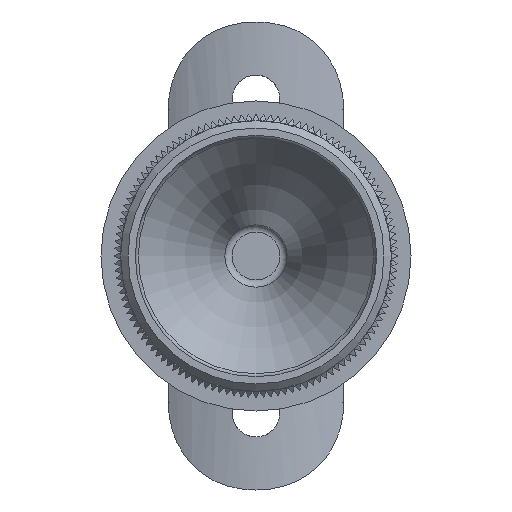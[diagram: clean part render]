
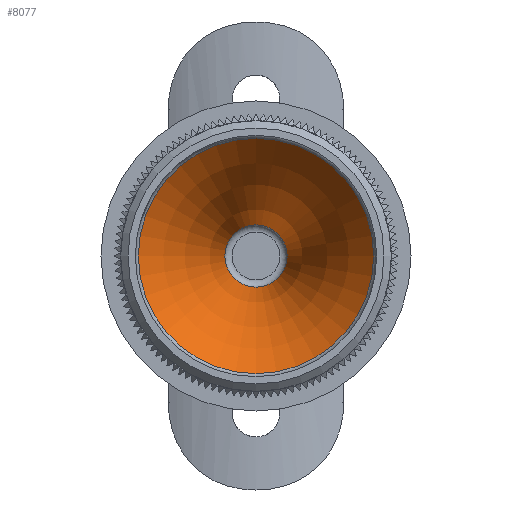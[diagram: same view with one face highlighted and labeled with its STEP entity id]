
A CAD part, front view. The second image highlights one B-rep face of the part: STEP entity #8077.
In plain terms, the highlighted toroidal (fillet/blend) face has major radius 49.5 mm and minor radius 46 mm.
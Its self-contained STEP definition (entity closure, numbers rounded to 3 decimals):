
#1119 = AXIS2_PLACEMENT_3D ( 'NONE', #27537, #6024, #27195 ) ;
#1735 = VERTEX_POINT ( 'NONE', #26892 ) ;
#4229 = FACE_OUTER_BOUND ( 'NONE', #21257, .T. ) ;
#5940 = AXIS2_PLACEMENT_3D ( 'NONE', #9505, #33245, #33348 ) ;
#6024 = DIRECTION ( 'NONE',  ( 0., 1., 0. ) ) ;
#8077 = ADVANCED_FACE ( 'NONE', ( #8384, #4229 ), #26908, .T. ) ;
#8384 = FACE_OUTER_BOUND ( 'NONE', #25772, .T. ) ;
#9505 = CARTESIAN_POINT ( 'NONE',  ( 0., 56.707, 0. ) ) ;
#9982 = ORIENTED_EDGE ( 'NONE', *, *, #27266, .F. ) ;
#10077 = CARTESIAN_POINT ( 'NONE',  ( 0., 48.381, 0. ) ) ;
#10400 = VERTEX_POINT ( 'NONE', #19092 ) ;
#12494 = DIRECTION ( 'NONE',  ( 0., 1., 0. ) ) ;
#18379 = ORIENTED_EDGE ( 'NONE', *, *, #21017, .T. ) ;
#19092 = CARTESIAN_POINT ( 'NONE',  ( -16.089, 25.089, 0. ) ) ;
#21017 = EDGE_CURVE ( 'NONE', #1735, #1735, #28846, .T. ) ;
#21257 = EDGE_LOOP ( 'NONE', ( #18379 ) ) ;
#25772 = EDGE_LOOP ( 'NONE', ( #9982 ) ) ;
#25877 = CIRCLE ( 'NONE', #1119, 16.089 ) ;
#26892 = CARTESIAN_POINT ( 'NONE',  ( -4.26, 48.381, 0. ) ) ;
#26908 = TOROIDAL_SURFACE ( 'NONE', #5940, 49.5, 46. ) ;
#27195 = DIRECTION ( 'NONE',  ( -1., 0., 0. ) ) ;
#27266 = EDGE_CURVE ( 'NONE', #10400, #10400, #25877, .T. ) ;
#27537 = CARTESIAN_POINT ( 'NONE',  ( 0., 25.089, 0. ) ) ;
#28493 = DIRECTION ( 'NONE',  ( -1., 0., 0. ) ) ;
#28846 = CIRCLE ( 'NONE', #30604, 4.26 ) ;
#30604 = AXIS2_PLACEMENT_3D ( 'NONE', #10077, #12494, #28493 ) ;
#33245 = DIRECTION ( 'NONE',  ( 0., 1., 0. ) ) ;
#33348 = DIRECTION ( 'NONE',  ( -1., 0., 0. ) ) ;
